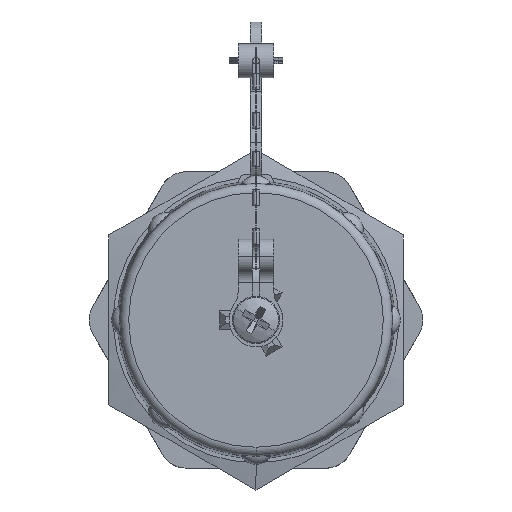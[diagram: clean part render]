
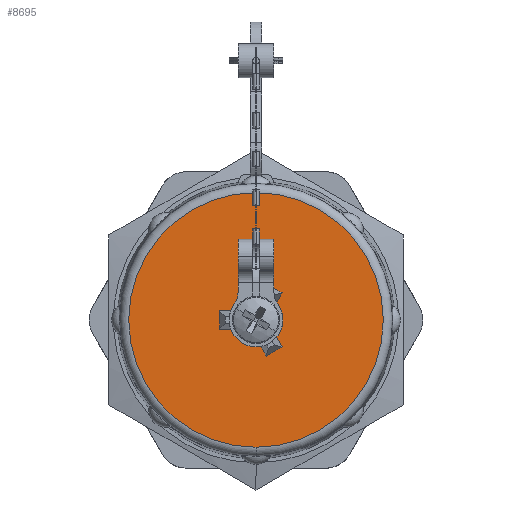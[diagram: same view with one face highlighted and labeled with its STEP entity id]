
A CAD part, left-side view. The second image highlights one B-rep face of the part: STEP entity #8695.
In plain terms, the highlighted face is planar.
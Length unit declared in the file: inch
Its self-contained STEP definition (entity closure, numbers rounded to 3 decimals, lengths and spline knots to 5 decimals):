
#975 = LINE ( 'NONE', #42561, #83798 ) ;
#1258 = AXIS2_PLACEMENT_3D ( 'NONE', #12336, #26505, #27855 ) ;
#2194 = DIRECTION ( 'NONE',  ( 0., 0.5, -0.866 ) ) ;
#2618 = VERTEX_POINT ( 'NONE', #33114 ) ;
#3179 = CARTESIAN_POINT ( 'NONE',  ( 0.63, 0.16, 0.04 ) ) ;
#3562 = EDGE_CURVE ( 'NONE', #73376, #4071, #11868, .T. ) ;
#3702 = EDGE_CURVE ( 'NONE', #48457, #36075, #31921, .T. ) ;
#3974 = CARTESIAN_POINT ( 'NONE',  ( 0.63, -0.03464, -0.02 ) ) ;
#4071 = VERTEX_POINT ( 'NONE', #65743 ) ;
#5016 = LINE ( 'NONE', #74989, #66040 ) ;
#5463 = DIRECTION ( 'NONE',  ( 0., -0.866, -0.5 ) ) ;
#5924 = CARTESIAN_POINT ( 'NONE',  ( 0.63, 0.07782, -0.04 ) ) ;
#6232 = ORIENTED_EDGE ( 'NONE', *, *, #53353, .F. ) ;
#7489 = CARTESIAN_POINT ( 'NONE',  ( 0.63, 0., 0. ) ) ;
#7573 = AXIS2_PLACEMENT_3D ( 'NONE', #18209, #11310, #25963 ) ;
#8524 = CARTESIAN_POINT ( 'NONE',  ( 0.63, -0.04536, -0.15856 ) ) ;
#8695 = ADVANCED_FACE ( 'NONE', ( #47381, #12183 ), #53335, .T. ) ;
#8915 = VECTOR ( 'NONE', #2194, 39.37008 ) ;
#9423 = CIRCLE ( 'NONE', #66421, 0.5597 ) ;
#9865 = CARTESIAN_POINT ( 'NONE',  ( 0.63, 0.03464, -0.02 ) ) ;
#10675 = VECTOR ( 'NONE', #28901, 39.37008 ) ;
#11310 = DIRECTION ( 'NONE',  ( 1., 0., 0. ) ) ;
#11868 = LINE ( 'NONE', #30649, #84536 ) ;
#12183 = FACE_BOUND ( 'NONE', #46046, .T. ) ;
#12336 = CARTESIAN_POINT ( 'NONE',  ( 0.63, 0., 0. ) ) ;
#12476 = VERTEX_POINT ( 'NONE', #48412 ) ;
#13303 = DIRECTION ( 'NONE',  ( 0., 0., -1. ) ) ;
#14060 = CARTESIAN_POINT ( 'NONE',  ( 0.63, 0., 0.5597 ) ) ;
#14417 = CARTESIAN_POINT ( 'NONE',  ( 0.63, -0.00427, 0.0874 ) ) ;
#14546 = CARTESIAN_POINT ( 'NONE',  ( 0.63, 0., 0. ) ) ;
#15913 = DIRECTION ( 'NONE',  ( 1., 0., 0. ) ) ;
#16317 = CIRCLE ( 'NONE', #7573, 0.0875 ) ;
#16991 = CARTESIAN_POINT ( 'NONE',  ( 0.63, 0.07782, 0.04 ) ) ;
#17206 = LINE ( 'NONE', #9865, #82122 ) ;
#18209 = CARTESIAN_POINT ( 'NONE',  ( 0.63, 0., 0. ) ) ;
#19012 = VERTEX_POINT ( 'NONE', #83945 ) ;
#19364 = CARTESIAN_POINT ( 'NONE',  ( 0.63, 0., 0. ) ) ;
#19440 = EDGE_CURVE ( 'NONE', #79366, #29122, #71491, .T. ) ;
#20937 = ORIENTED_EDGE ( 'NONE', *, *, #52717, .F. ) ;
#21157 = CIRCLE ( 'NONE', #59098, 0.0875 ) ;
#21795 = EDGE_CURVE ( 'NONE', #19012, #46706, #64843, .T. ) ;
#23117 = AXIS2_PLACEMENT_3D ( 'NONE', #58658, #38117, #66910 ) ;
#23936 = EDGE_CURVE ( 'NONE', #40133, #47406, #17206, .T. ) ;
#24374 = ORIENTED_EDGE ( 'NONE', *, *, #65421, .F. ) ;
#24394 = CARTESIAN_POINT ( 'NONE',  ( 0.63, 0., 0.04 ) ) ;
#24471 = ORIENTED_EDGE ( 'NONE', *, *, #83820, .F. ) ;
#25237 = CARTESIAN_POINT ( 'NONE',  ( 0.63, -0.04536, 0.15856 ) ) ;
#25963 = DIRECTION ( 'NONE',  ( 0., 0., -1. ) ) ;
#26188 = VERTEX_POINT ( 'NONE', #14417 ) ;
#26359 = DIRECTION ( 'NONE',  ( 1., 0., 0. ) ) ;
#26505 = DIRECTION ( 'NONE',  ( 1., 0., 0. ) ) ;
#27106 = LINE ( 'NONE', #48573, #10675 ) ;
#27855 = DIRECTION ( 'NONE',  ( 0., 0., -1. ) ) ;
#28015 = DIRECTION ( 'NONE',  ( 0., 0., -1. ) ) ;
#28254 = CARTESIAN_POINT ( 'NONE',  ( 0.63, -0.07355, -0.0474 ) ) ;
#28845 = ORIENTED_EDGE ( 'NONE', *, *, #19440, .F. ) ;
#28901 = DIRECTION ( 'NONE',  ( 0., -0.5, 0.866 ) ) ;
#28985 = DIRECTION ( 'NONE',  ( 1., 0., 0. ) ) ;
#29084 = CARTESIAN_POINT ( 'NONE',  ( 0.63, -0.04536, -0.15856 ) ) ;
#29122 = VERTEX_POINT ( 'NONE', #16991 ) ;
#30649 = CARTESIAN_POINT ( 'NONE',  ( 0.63, 0., -0.04 ) ) ;
#31921 = CIRCLE ( 'NONE', #1258, 0.5597 ) ;
#33114 = CARTESIAN_POINT ( 'NONE',  ( 0.63, -0.11464, -0.11856 ) ) ;
#35391 = DIRECTION ( 'NONE',  ( 0., 0., -1. ) ) ;
#35597 = DIRECTION ( 'NONE',  ( 0., 0., -1. ) ) ;
#36075 = VERTEX_POINT ( 'NONE', #14060 ) ;
#36616 = ORIENTED_EDGE ( 'NONE', *, *, #41412, .F. ) ;
#36893 = DIRECTION ( 'NONE',  ( 0., 0.5, 0.866 ) ) ;
#37615 = CARTESIAN_POINT ( 'NONE',  ( 0.63, -0.07355, 0.0474 ) ) ;
#38117 = DIRECTION ( 'NONE',  ( 1., 0., 0. ) ) ;
#38879 = DIRECTION ( 'NONE',  ( 0., 0., 1. ) ) ;
#40093 = CARTESIAN_POINT ( 'NONE',  ( 0.63, 0., 0. ) ) ;
#40133 = VERTEX_POINT ( 'NONE', #29084 ) ;
#40333 = DIRECTION ( 'NONE',  ( 1., 0., 0. ) ) ;
#41412 = EDGE_CURVE ( 'NONE', #70239, #2618, #975, .T. ) ;
#41921 = DIRECTION ( 'NONE',  ( 0., 0.866, -0.5 ) ) ;
#42561 = CARTESIAN_POINT ( 'NONE',  ( 0.63, -0.03464, 0.02 ) ) ;
#46046 = EDGE_LOOP ( 'NONE', ( #67649, #54293, #6232, #51677, #74899, #24374, #28845, #76452, #48361, #88578, #20937, #55494, #24471, #36616 ) ) ;
#46706 = VERTEX_POINT ( 'NONE', #37615 ) ;
#46735 = VECTOR ( 'NONE', #38879, 39.37008 ) ;
#47107 = VECTOR ( 'NONE', #41921, 39.37008 ) ;
#47381 = FACE_OUTER_BOUND ( 'NONE', #50492, .T. ) ;
#47406 = VERTEX_POINT ( 'NONE', #81341 ) ;
#48361 = ORIENTED_EDGE ( 'NONE', *, *, #3562, .F. ) ;
#48412 = CARTESIAN_POINT ( 'NONE',  ( 0.63, 0., 0.0875 ) ) ;
#48457 = VERTEX_POINT ( 'NONE', #67274 ) ;
#48573 = CARTESIAN_POINT ( 'NONE',  ( 0.63, 0.03464, 0.02 ) ) ;
#49112 = VECTOR ( 'NONE', #78375, 39.37008 ) ;
#50146 = LINE ( 'NONE', #8524, #47107 ) ;
#50492 = EDGE_LOOP ( 'NONE', ( #59189, #89823 ) ) ;
#51237 = DIRECTION ( 'NONE',  ( 0., -0.5, -0.866 ) ) ;
#51677 = ORIENTED_EDGE ( 'NONE', *, *, #55342, .F. ) ;
#52717 = EDGE_CURVE ( 'NONE', #47406, #70296, #16317, .T. ) ;
#53335 = PLANE ( 'NONE',  #65355 ) ;
#53353 = EDGE_CURVE ( 'NONE', #62928, #19012, #5016, .T. ) ;
#54215 = DIRECTION ( 'NONE',  ( 0., 0., -1. ) ) ;
#54293 = ORIENTED_EDGE ( 'NONE', *, *, #21795, .F. ) ;
#54665 = CIRCLE ( 'NONE', #89711, 0.0875 ) ;
#55342 = EDGE_CURVE ( 'NONE', #26188, #62928, #27106, .T. ) ;
#55494 = ORIENTED_EDGE ( 'NONE', *, *, #23936, .F. ) ;
#57519 = EDGE_CURVE ( 'NONE', #4071, #79366, #80930, .T. ) ;
#58658 = CARTESIAN_POINT ( 'NONE',  ( 0.63, 0., 0. ) ) ;
#58771 = CIRCLE ( 'NONE', #70474, 0.0875 ) ;
#59098 = AXIS2_PLACEMENT_3D ( 'NONE', #7489, #28985, #35391 ) ;
#59189 = ORIENTED_EDGE ( 'NONE', *, *, #3702, .T. ) ;
#62529 = CIRCLE ( 'NONE', #23117, 0.0875 ) ;
#62928 = VERTEX_POINT ( 'NONE', #25237 ) ;
#63896 = CARTESIAN_POINT ( 'NONE',  ( 0.63, 0., -0.0875 ) ) ;
#64843 = LINE ( 'NONE', #3974, #8915 ) ;
#65355 = AXIS2_PLACEMENT_3D ( 'NONE', #40093, #26359, #54215 ) ;
#65421 = EDGE_CURVE ( 'NONE', #29122, #12476, #58771, .T. ) ;
#65743 = CARTESIAN_POINT ( 'NONE',  ( 0.63, 0.16, -0.04 ) ) ;
#66040 = VECTOR ( 'NONE', #5463, 39.37008 ) ;
#66421 = AXIS2_PLACEMENT_3D ( 'NONE', #14546, #15913, #35597 ) ;
#66910 = DIRECTION ( 'NONE',  ( 0., 0., -1. ) ) ;
#67274 = CARTESIAN_POINT ( 'NONE',  ( 0.63, 0., -0.5597 ) ) ;
#67649 = ORIENTED_EDGE ( 'NONE', *, *, #87746, .F. ) ;
#70239 = VERTEX_POINT ( 'NONE', #28254 ) ;
#70296 = VERTEX_POINT ( 'NONE', #63896 ) ;
#70474 = AXIS2_PLACEMENT_3D ( 'NONE', #19364, #83333, #28015 ) ;
#71491 = LINE ( 'NONE', #24394, #49112 ) ;
#73046 = EDGE_CURVE ( 'NONE', #12476, #26188, #62529, .T. ) ;
#73376 = VERTEX_POINT ( 'NONE', #5924 ) ;
#74899 = ORIENTED_EDGE ( 'NONE', *, *, #73046, .F. ) ;
#74989 = CARTESIAN_POINT ( 'NONE',  ( 0.63, -0.11464, 0.11856 ) ) ;
#76452 = ORIENTED_EDGE ( 'NONE', *, *, #57519, .F. ) ;
#78375 = DIRECTION ( 'NONE',  ( 0., -1., 0. ) ) ;
#79366 = VERTEX_POINT ( 'NONE', #88605 ) ;
#80930 = LINE ( 'NONE', #3179, #46735 ) ;
#81341 = CARTESIAN_POINT ( 'NONE',  ( 0.63, -0.00427, -0.0874 ) ) ;
#82122 = VECTOR ( 'NONE', #36893, 39.37008 ) ;
#82830 = CARTESIAN_POINT ( 'NONE',  ( 0.63, 0., 0. ) ) ;
#83333 = DIRECTION ( 'NONE',  ( 1., 0., 0. ) ) ;
#83798 = VECTOR ( 'NONE', #51237, 39.37008 ) ;
#83820 = EDGE_CURVE ( 'NONE', #2618, #40133, #50146, .T. ) ;
#83945 = CARTESIAN_POINT ( 'NONE',  ( 0.63, -0.11464, 0.11856 ) ) ;
#84536 = VECTOR ( 'NONE', #86419, 39.37008 ) ;
#86419 = DIRECTION ( 'NONE',  ( 0., 1., 0. ) ) ;
#86823 = EDGE_CURVE ( 'NONE', #70296, #73376, #54665, .T. ) ;
#87345 = EDGE_CURVE ( 'NONE', #36075, #48457, #9423, .T. ) ;
#87746 = EDGE_CURVE ( 'NONE', #46706, #70239, #21157, .T. ) ;
#88578 = ORIENTED_EDGE ( 'NONE', *, *, #86823, .F. ) ;
#88605 = CARTESIAN_POINT ( 'NONE',  ( 0.63, 0.16, 0.04 ) ) ;
#89711 = AXIS2_PLACEMENT_3D ( 'NONE', #82830, #40333, #13303 ) ;
#89823 = ORIENTED_EDGE ( 'NONE', *, *, #87345, .T. ) ;
